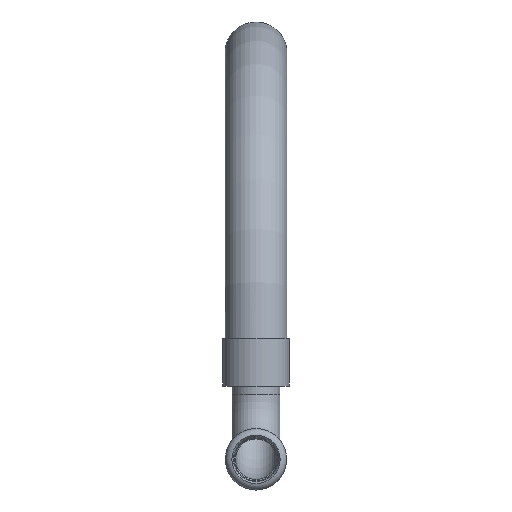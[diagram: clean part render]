
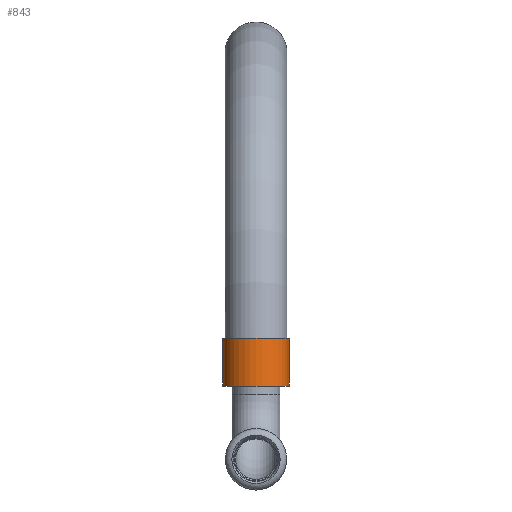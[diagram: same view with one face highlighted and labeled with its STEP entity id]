
A CAD part, left-side view. The second image highlights one B-rep face of the part: STEP entity #843.
In plain terms, the highlighted cylindrical face has radius 14 mm (diameter 28 mm), a full revolution.
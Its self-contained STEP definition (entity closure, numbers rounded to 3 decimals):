
#46=LINE('',#1595,#66);
#66=VECTOR('',#1312,14.);
#84=CYLINDRICAL_SURFACE('',#1004,14.);
#118=FACE_OUTER_BOUND('',#158,.T.);
#158=EDGE_LOOP('',(#749,#750,#751,#752,#753,#754));
#272=CIRCLE('',#1005,14.);
#273=CIRCLE('',#1006,14.);
#274=CIRCLE('',#1007,14.);
#275=CIRCLE('',#1008,14.);
#371=VERTEX_POINT('',#1591);
#372=VERTEX_POINT('',#1592);
#373=VERTEX_POINT('',#1594);
#374=VERTEX_POINT('',#1596);
#503=EDGE_CURVE('',#371,#372,#272,.T.);
#504=EDGE_CURVE('',#372,#373,#46,.T.);
#505=EDGE_CURVE('',#374,#373,#273,.T.);
#506=EDGE_CURVE('',#373,#374,#274,.T.);
#507=EDGE_CURVE('',#372,#371,#275,.T.);
#749=ORIENTED_EDGE('',*,*,#503,.T.);
#750=ORIENTED_EDGE('',*,*,#504,.T.);
#751=ORIENTED_EDGE('',*,*,#505,.F.);
#752=ORIENTED_EDGE('',*,*,#506,.F.);
#753=ORIENTED_EDGE('',*,*,#504,.F.);
#754=ORIENTED_EDGE('',*,*,#507,.T.);
#843=ADVANCED_FACE('',(#118),#84,.T.);
#1004=AXIS2_PLACEMENT_3D('',#1590,#1308,#1309);
#1005=AXIS2_PLACEMENT_3D('',#1593,#1310,#1311);
#1006=AXIS2_PLACEMENT_3D('',#1597,#1313,#1314);
#1007=AXIS2_PLACEMENT_3D('',#1598,#1315,#1316);
#1008=AXIS2_PLACEMENT_3D('',#1599,#1317,#1318);
#1308=DIRECTION('center_axis',(0.,0.,1.));
#1309=DIRECTION('ref_axis',(1.,0.,0.));
#1310=DIRECTION('center_axis',(0.,0.,1.));
#1311=DIRECTION('ref_axis',(-1.,0.,0.));
#1312=DIRECTION('',(0.,0.,1.));
#1313=DIRECTION('center_axis',(0.,0.,1.));
#1314=DIRECTION('ref_axis',(-1.,0.,0.));
#1315=DIRECTION('center_axis',(0.,0.,1.));
#1316=DIRECTION('ref_axis',(-1.,0.,0.));
#1317=DIRECTION('center_axis',(0.,0.,1.));
#1318=DIRECTION('ref_axis',(-1.,0.,0.));
#1590=CARTESIAN_POINT('Origin',(-121.,0.,40.65));
#1591=CARTESIAN_POINT('',(-107.,0.,30.65));
#1592=CARTESIAN_POINT('',(-135.,0.,30.65));
#1593=CARTESIAN_POINT('Origin',(-121.,0.,30.65));
#1594=CARTESIAN_POINT('',(-135.,0.,50.65));
#1595=CARTESIAN_POINT('',(-135.,0.,40.65));
#1596=CARTESIAN_POINT('',(-107.,0.,50.65));
#1597=CARTESIAN_POINT('Origin',(-121.,0.,50.65));
#1598=CARTESIAN_POINT('Origin',(-121.,0.,50.65));
#1599=CARTESIAN_POINT('Origin',(-121.,0.,30.65));
